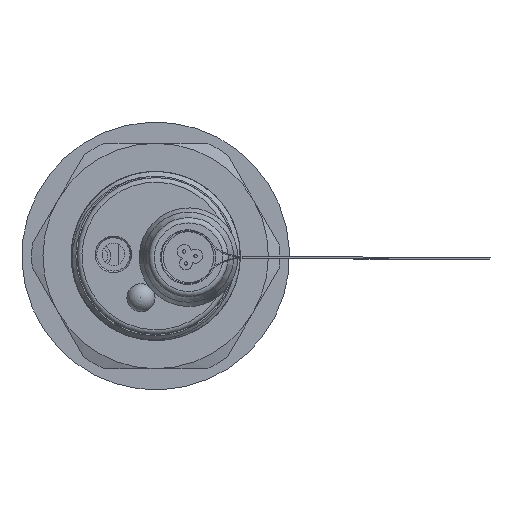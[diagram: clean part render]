
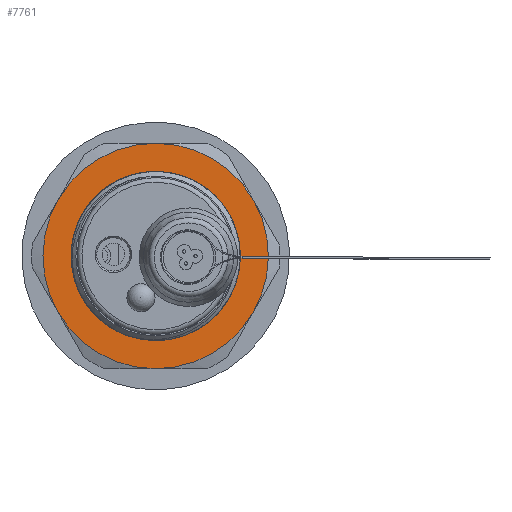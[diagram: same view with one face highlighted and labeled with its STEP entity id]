
A CAD part, left-side view. The second image highlights one B-rep face of the part: STEP entity #7761.
In plain terms, the highlighted face is planar.
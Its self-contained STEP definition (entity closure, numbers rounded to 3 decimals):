
#1720=PLANE('',#9039);
#1952=CIRCLE('',#9040,8.959);
#1953=CIRCLE('',#9041,12.);
#1954=CIRCLE('',#9042,12.);
#1955=CIRCLE('',#9043,12.);
#1956=CIRCLE('',#9044,12.);
#1957=CIRCLE('',#9045,12.);
#1958=CIRCLE('',#9046,12.);
#3418=ORIENTED_EDGE('',*,*,#4910,.T.);
#3419=ORIENTED_EDGE('',*,*,#4911,.F.);
#3420=ORIENTED_EDGE('',*,*,#4912,.F.);
#3421=ORIENTED_EDGE('',*,*,#4913,.F.);
#3422=ORIENTED_EDGE('',*,*,#4914,.F.);
#3423=ORIENTED_EDGE('',*,*,#4915,.F.);
#3424=ORIENTED_EDGE('',*,*,#4916,.F.);
#4910=EDGE_CURVE('',#5801,#5801,#1952,.T.);
#4911=EDGE_CURVE('',#5771,#5777,#1953,.T.);
#4912=EDGE_CURVE('',#5765,#5771,#1954,.T.);
#4913=EDGE_CURVE('',#5795,#5765,#1955,.T.);
#4914=EDGE_CURVE('',#5789,#5795,#1956,.T.);
#4915=EDGE_CURVE('',#5783,#5789,#1957,.T.);
#4916=EDGE_CURVE('',#5777,#5783,#1958,.T.);
#5765=VERTEX_POINT('',#16363);
#5771=VERTEX_POINT('',#16388);
#5777=VERTEX_POINT('',#16413);
#5783=VERTEX_POINT('',#16438);
#5789=VERTEX_POINT('',#16463);
#5795=VERTEX_POINT('',#16488);
#5801=VERTEX_POINT('',#16518);
#6536=EDGE_LOOP('',(#3418));
#6537=EDGE_LOOP('',(#3419,#3420,#3421,#3422,#3423,#3424));
#7151=FACE_BOUND('',#6536,.T.);
#7152=FACE_BOUND('',#6537,.T.);
#7761=ADVANCED_FACE('',(#7151,#7152),#1720,.F.);
#9039=AXIS2_PLACEMENT_3D('',#16516,#10735,#10736);
#9040=AXIS2_PLACEMENT_3D('',#16517,#10737,#10738);
#9041=AXIS2_PLACEMENT_3D('',#16519,#10739,#10740);
#9042=AXIS2_PLACEMENT_3D('',#16520,#10741,#10742);
#9043=AXIS2_PLACEMENT_3D('',#16521,#10743,#10744);
#9044=AXIS2_PLACEMENT_3D('',#16522,#10745,#10746);
#9045=AXIS2_PLACEMENT_3D('',#16523,#10747,#10748);
#9046=AXIS2_PLACEMENT_3D('',#16524,#10749,#10750);
#10735=DIRECTION('',(0.,1.,0.));
#10736=DIRECTION('',(0.,0.,1.));
#10737=DIRECTION('',(0.,1.,0.));
#10738=DIRECTION('',(0.,0.,1.));
#10739=DIRECTION('',(0.,1.,0.));
#10740=DIRECTION('',(0.,0.,1.));
#10741=DIRECTION('',(0.,1.,0.));
#10742=DIRECTION('',(0.,0.,1.));
#10743=DIRECTION('',(0.,1.,0.));
#10744=DIRECTION('',(0.,0.,1.));
#10745=DIRECTION('',(0.,1.,0.));
#10746=DIRECTION('',(0.,0.,1.));
#10747=DIRECTION('',(0.,1.,0.));
#10748=DIRECTION('',(0.,0.,1.));
#10749=DIRECTION('',(0.,1.,0.));
#10750=DIRECTION('',(0.,0.,1.));
#16363=CARTESIAN_POINT('',(-6.,0.,10.392));
#16388=CARTESIAN_POINT('',(6.,0.,10.392));
#16413=CARTESIAN_POINT('',(12.,0.,0.));
#16438=CARTESIAN_POINT('',(6.,0.,-10.392));
#16463=CARTESIAN_POINT('',(-6.,0.,-10.392));
#16488=CARTESIAN_POINT('',(-12.,0.,0.));
#16516=CARTESIAN_POINT('',(0.,0.,0.));
#16517=CARTESIAN_POINT('',(0.,0.,0.));
#16518=CARTESIAN_POINT('',(0.,0.,8.959));
#16519=CARTESIAN_POINT('',(0.,0.,0.));
#16520=CARTESIAN_POINT('',(0.,0.,0.));
#16521=CARTESIAN_POINT('',(0.,0.,0.));
#16522=CARTESIAN_POINT('',(0.,0.,0.));
#16523=CARTESIAN_POINT('',(0.,0.,0.));
#16524=CARTESIAN_POINT('',(0.,0.,0.));
